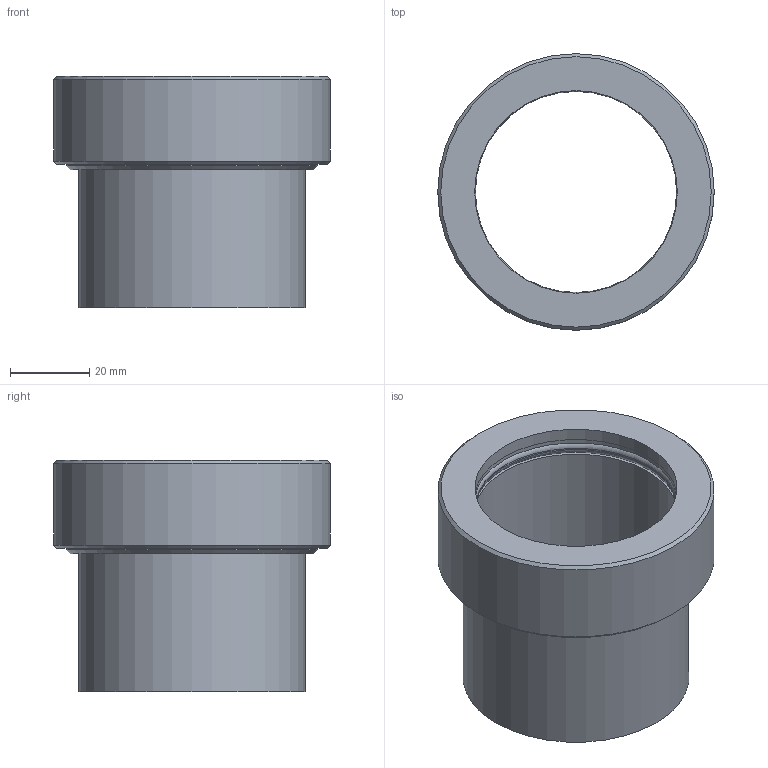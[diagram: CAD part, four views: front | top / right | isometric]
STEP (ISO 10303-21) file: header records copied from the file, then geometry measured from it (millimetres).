
FILE_DESCRIPTION(/* description */ (''),/* implementation_level */ '2;1');
FILE_NAME(/* name */ '1000130a.stp',/* time_stamp */ '2019-09-19T10:49:46-04:00',/* author */ ('Sana_M'),/* organization */ (''),/* preprocessor_version */ 'ST-DEVELOPER v16.13',/* originating_system */ 'Autodesk Inventor 2018',/* authorisation */ '');
FILE_SCHEMA (('AUTOMOTIVE_DESIGN { 1 0 10303 214 3 1 1 }'));
Length unit declared in the file: inch
Products named in the file (1): 1000130a
Bounding box: 69.85 x 69.85 x 58.52 mm (x, y, z)
Volume: 57830.8 mm3; surface area: 36534.6 mm2
Topology: 4 solids, 4 shells, 33 faces, 55 edges, 34 vertices
Faces by surface type: cylinder 12, plane 12, cone 5, torus 4
Full cylindrical faces by diameter (mm): 50.8 x1, 51.181 x3, 57.15 x3, 60.325 x2, 62.128 x1, 63.449 x1, 69.85 x1
Entity records: 779 total; most frequent: DIRECTION 134, CARTESIAN_POINT 100, AXIS2_PLACEMENT_3D 67, EDGE_LOOP 66, ORIENTED_EDGE 66, STYLED_ITEM 37, FACE_BOUND 33, FACE_OUTER_BOUND 33
